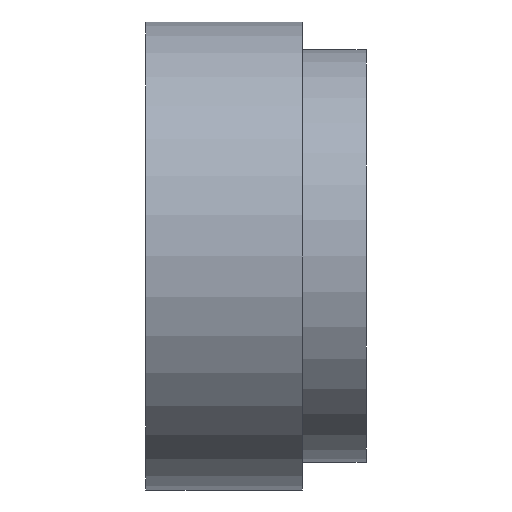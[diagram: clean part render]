
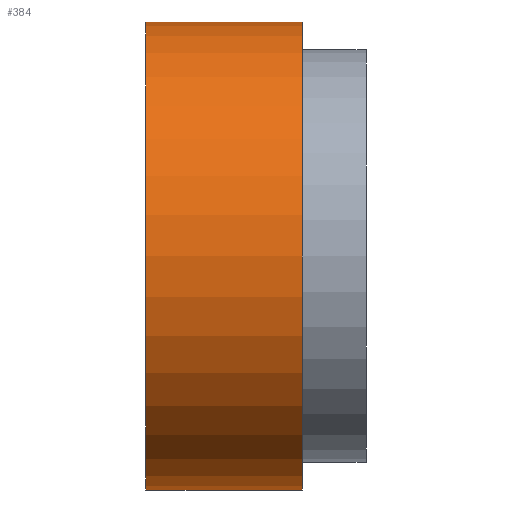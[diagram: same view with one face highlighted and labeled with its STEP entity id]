
A CAD part, left-side view. The second image highlights one B-rep face of the part: STEP entity #384.
In plain terms, the highlighted cylindrical face has radius 25.5 mm (diameter 51 mm), a partial arc.
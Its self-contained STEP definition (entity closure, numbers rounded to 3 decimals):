
#98 = LINE ( 'NONE', #670, #647 ) ;
#114 = CIRCLE ( 'NONE', #707, 25.5 ) ;
#120 = CARTESIAN_POINT ( 'NONE',  ( 0., 6.95, -25.5 ) ) ;
#163 = DIRECTION ( 'NONE',  ( 0., 1., 0. ) ) ;
#176 = FACE_OUTER_BOUND ( 'NONE', #1850, .T. ) ;
#190 = VERTEX_POINT ( 'NONE', #817 ) ;
#320 = CARTESIAN_POINT ( 'NONE',  ( 0., -72.125, 0. ) ) ;
#384 = ADVANCED_FACE ( 'NONE', ( #176 ), #1218, .T. ) ;
#393 = EDGE_CURVE ( 'NONE', #1092, #664, #592, .T. ) ;
#397 = VERTEX_POINT ( 'NONE', #1610 ) ;
#438 = DIRECTION ( 'NONE',  ( 0., -1., 0. ) ) ;
#448 = CARTESIAN_POINT ( 'NONE',  ( 0., -72.125, -25.5 ) ) ;
#471 = DIRECTION ( 'NONE',  ( 0., 0., -1. ) ) ;
#490 = CARTESIAN_POINT ( 'NONE',  ( 0., 24., -25.5 ) ) ;
#550 = DIRECTION ( 'NONE',  ( 0., 1., 0. ) ) ;
#592 = LINE ( 'NONE', #448, #1005 ) ;
#618 = ORIENTED_EDGE ( 'NONE', *, *, #1673, .F. ) ;
#620 = AXIS2_PLACEMENT_3D ( 'NONE', #1026, #438, #1719 ) ;
#647 = VECTOR ( 'NONE', #550, 1000. ) ;
#664 = VERTEX_POINT ( 'NONE', #490 ) ;
#670 = CARTESIAN_POINT ( 'NONE',  ( 0., -72.125, 25.5 ) ) ;
#707 = AXIS2_PLACEMENT_3D ( 'NONE', #1669, #1775, #471 ) ;
#817 = CARTESIAN_POINT ( 'NONE',  ( 0., 24., 25.5 ) ) ;
#876 = ORIENTED_EDGE ( 'NONE', *, *, #393, .F. ) ;
#1005 = VECTOR ( 'NONE', #1027, 1000. ) ;
#1026 = CARTESIAN_POINT ( 'NONE',  ( 0., 6.95, 0. ) ) ;
#1027 = DIRECTION ( 'NONE',  ( 0., 1., 0. ) ) ;
#1092 = VERTEX_POINT ( 'NONE', #120 ) ;
#1112 = EDGE_CURVE ( 'NONE', #397, #190, #98, .T. ) ;
#1218 = CYLINDRICAL_SURFACE ( 'NONE', #1831, 25.5 ) ;
#1285 = ORIENTED_EDGE ( 'NONE', *, *, #1412, .T. ) ;
#1311 = DIRECTION ( 'NONE',  ( 0., 0., -1. ) ) ;
#1412 = EDGE_CURVE ( 'NONE', #190, #664, #114, .T. ) ;
#1610 = CARTESIAN_POINT ( 'NONE',  ( 0., 6.95, 25.5 ) ) ;
#1669 = CARTESIAN_POINT ( 'NONE',  ( 0., 24., 0. ) ) ;
#1673 = EDGE_CURVE ( 'NONE', #397, #1092, #1743, .T. ) ;
#1719 = DIRECTION ( 'NONE',  ( 0., 0., -1. ) ) ;
#1743 = CIRCLE ( 'NONE', #620, 25.5 ) ;
#1775 = DIRECTION ( 'NONE',  ( 0., -1., 0. ) ) ;
#1831 = AXIS2_PLACEMENT_3D ( 'NONE', #320, #163, #1311 ) ;
#1843 = ORIENTED_EDGE ( 'NONE', *, *, #1112, .T. ) ;
#1850 = EDGE_LOOP ( 'NONE', ( #618, #1843, #1285, #876 ) ) ;
